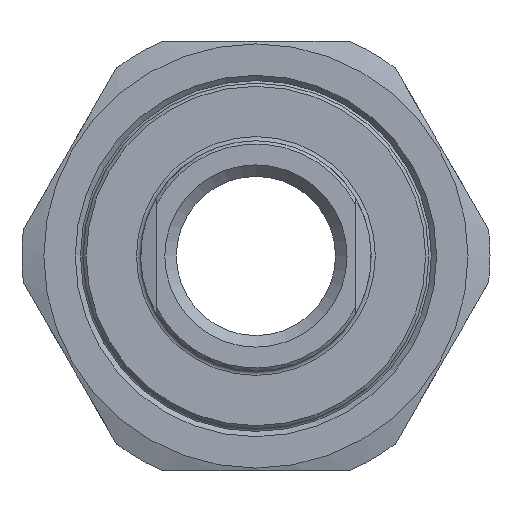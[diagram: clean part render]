
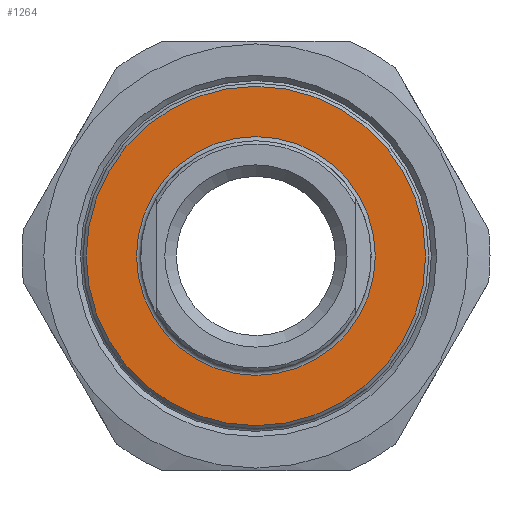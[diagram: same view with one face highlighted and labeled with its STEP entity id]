
A CAD part, left-side view. The second image highlights one B-rep face of the part: STEP entity #1264.
In plain terms, the highlighted planar face has unit normal (-1, 0, 0).
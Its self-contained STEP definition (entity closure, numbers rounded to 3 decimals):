
#86=FACE_BOUND('',#289,.T.);
#113=PLANE('',#1511);
#200=FACE_OUTER_BOUND('',#288,.T.);
#288=EDGE_LOOP('',(#1138));
#289=EDGE_LOOP('',(#1139));
#496=CIRCLE('',#1508,11.4);
#498=CIRCLE('',#1512,16.2);
#617=VERTEX_POINT('',#2367);
#618=VERTEX_POINT('',#2374);
#791=EDGE_CURVE('',#617,#617,#496,.T.);
#794=EDGE_CURVE('',#618,#618,#498,.T.);
#1138=ORIENTED_EDGE('',*,*,#794,.F.);
#1139=ORIENTED_EDGE('',*,*,#791,.F.);
#1264=ADVANCED_FACE('',(#200,#86),#113,.T.);
#1508=AXIS2_PLACEMENT_3D('',#2369,#1909,#1910);
#1511=AXIS2_PLACEMENT_3D('',#2373,#1916,#1917);
#1512=AXIS2_PLACEMENT_3D('',#2375,#1918,#1919);
#1909=DIRECTION('center_axis',(-1.,0.,0.));
#1910=DIRECTION('ref_axis',(0.,-1.,0.));
#1916=DIRECTION('center_axis',(-1.,0.,0.));
#1917=DIRECTION('ref_axis',(0.,0.,1.));
#1918=DIRECTION('center_axis',(1.,0.,0.));
#1919=DIRECTION('ref_axis',(0.,-1.,0.));
#2367=CARTESIAN_POINT('',(-11.5,0.,11.4));
#2369=CARTESIAN_POINT('Origin',(-11.5,0.,0.));
#2373=CARTESIAN_POINT('Origin',(-11.5,16.5,0.));
#2374=CARTESIAN_POINT('',(-11.5,16.2,0.));
#2375=CARTESIAN_POINT('Origin',(-11.5,0.,0.));
